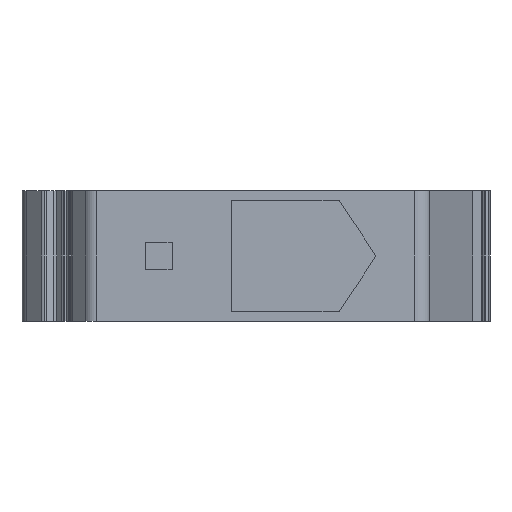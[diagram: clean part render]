
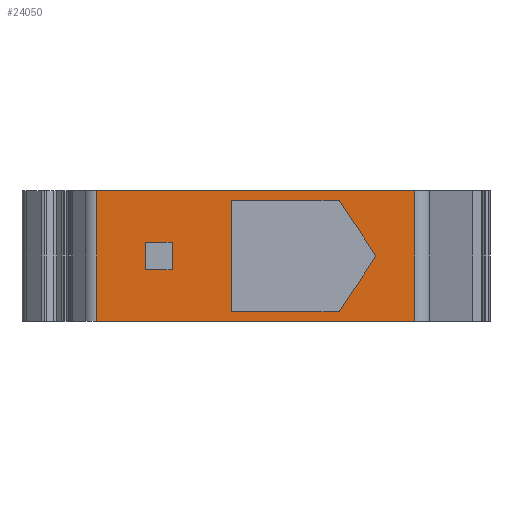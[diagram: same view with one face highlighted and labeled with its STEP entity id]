
A CAD part, left-side view. The second image highlights one B-rep face of the part: STEP entity #24050.
In plain terms, the highlighted planar face has unit normal (-1, 0, 0).
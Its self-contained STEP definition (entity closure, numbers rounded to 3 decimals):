
#6500=CARTESIAN_POINT('',(-41.4,94.843,0.))
;
#6510=VERTEX_POINT('',#6500);
#6540=CARTESIAN_POINT('',(-41.4,0.,0.));
#6550=DIRECTION('',(0.,-1.,0.));
#6560=VECTOR('',#6550,1.);
#6570=LINE('',#6540,#6560);
#6580=CARTESIAN_POINT('',(-41.4,155.873,0.))
;
#6590=VERTEX_POINT('',#6580);
#6600=EDGE_CURVE('',#6590,#6510,#6570,.T.);
#22550=CARTESIAN_POINT('',(-41.4,155.873,-25.));
#22560=DIRECTION('',(0.,0.,1.));
#22570=VECTOR('',#22560,1.);
#22580=LINE('',#22550,#22570);
#22590=CARTESIAN_POINT('',(-41.4,155.873,-25.));
#22600=VERTEX_POINT('',#22590);
#22610=EDGE_CURVE('',#22600,#6590,#22580,.T.);
#22800=CARTESIAN_POINT('',(-41.4,94.843,-25.));
#22810=DIRECTION('',(-1.,0.,0.));
#22820=DIRECTION('',(0.,-1.,0.));
#22830=AXIS2_PLACEMENT_3D('',#22800,#22810,#22820);
#22840=PLANE('',#22830);
#22850=ORIENTED_EDGE('',*,*,#22610,.F.);
#22860=ORIENTED_EDGE('',*,*,#6600,.F.);
#22870=CARTESIAN_POINT('',(-41.4,94.843,-25.));
#22880=DIRECTION('',(0.,0.,-1.));
#22890=VECTOR('',#22880,1.);
#22900=LINE('',#22870,#22890);
#22910=CARTESIAN_POINT('',(-41.4,94.843,-25.));
#22920=VERTEX_POINT('',#22910);
#22930=EDGE_CURVE('',#6510,#22920,#22900,.T.);
#22940=ORIENTED_EDGE('',*,*,#22930,.F.);
#22950=CARTESIAN_POINT('',(-41.4,0.,-25.));
#22960=DIRECTION('',(0.,-1.,0.));
#22970=VECTOR('',#22960,1.);
#22980=LINE('',#22950,#22970);
#22990=EDGE_CURVE('',#22600,#22920,#22980,.T.);
#23000=ORIENTED_EDGE('',*,*,#22990,.T.);
#23010=EDGE_LOOP('',(#23000,#22940,#22860,#22850));
#23020=FACE_OUTER_BOUND('',#23010,.T.);
#23030=CARTESIAN_POINT('',(-41.4,0.,-15.1));
#23040=DIRECTION('',(0.,-1.,0.));
#23050=VECTOR('',#23040,1.);
#23060=LINE('',#23030,#23050);
#23070=CARTESIAN_POINT('',(-41.4,109.3,-15.1));
#23080=VERTEX_POINT('',#23070);
#23090=CARTESIAN_POINT('',(-41.4,104.2,-15.1));
#23100=VERTEX_POINT('',#23090);
#23110=EDGE_CURVE('',#23080,#23100,#23060,.T.);
#23120=ORIENTED_EDGE('',*,*,#23110,.F.);
#23130=CARTESIAN_POINT('',(-41.4,104.2,0.));
#23140=DIRECTION('',(0.,0.,1.));
#23150=VECTOR('',#23140,1.);
#23160=LINE('',#23130,#23150);
#23170=CARTESIAN_POINT('',(-41.4,104.2,-9.9));
#23180=VERTEX_POINT('',#23170);
#23190=EDGE_CURVE('',#23100,#23180,#23160,.T.);
#23200=ORIENTED_EDGE('',*,*,#23190,.F.);
#23210=CARTESIAN_POINT('',(-41.4,0.,-9.9));
#23220=DIRECTION('',(0.,1.,0.));
#23230=VECTOR('',#23220,1.);
#23240=LINE('',#23210,#23230);
#23250=CARTESIAN_POINT('',(-41.4,109.3,-9.9));
#23260=VERTEX_POINT('',#23250);
#23270=EDGE_CURVE('',#23180,#23260,#23240,.T.);
#23280=ORIENTED_EDGE('',*,*,#23270,.F.);
#23290=CARTESIAN_POINT('',(-41.4,109.3,0.));
#23300=DIRECTION('',(0.,0.,-1.));
#23310=VECTOR('',#23300,1.);
#23320=LINE('',#23290,#23310);
#23330=EDGE_CURVE('',#23260,#23080,#23320,.T.);
#23340=ORIENTED_EDGE('',*,*,#23330,.F.);
#23350=EDGE_LOOP('',(#23340,#23280,#23200,#23120));
#23360=FACE_BOUND('',#23350,.T.);
#23370=CARTESIAN_POINT('',(-41.4,140.114,0.));
#23380=DIRECTION('',(0.,0.555,
-0.832));
#23390=VECTOR('',#23380,1.);
#23400=LINE('',#23370,#23390);
#23410=CARTESIAN_POINT('',(-41.4,141.343,-1.843));
#23420=VERTEX_POINT('',#23410);
#23430=CARTESIAN_POINT('',(-41.4,148.093,-11.968));
#23440=VERTEX_POINT('',#23430);
#23450=EDGE_CURVE('',#23420,#23440,#23400,.T.);
#23460=ORIENTED_EDGE('',*,*,#23450,.F.);
#23470=CARTESIAN_POINT('',(-41.4,148.248,-12.468));
#23480=CARTESIAN_POINT('',(-41.4,148.248,-12.292));
#23490=CARTESIAN_POINT('',(-41.4,148.194,-12.12));
#23500=CARTESIAN_POINT('',(-41.4,148.093,-11.968));
#23510=B_SPLINE_CURVE_WITH_KNOTS('',3,(#23470,#23480,#23490,#23500),
.UNSPECIFIED.,.F.,.F.,(4,4),(0.,1.),.UNSPECIFIED.);
#23520=CARTESIAN_POINT('',(-41.4,148.248,-12.468));
#23530=VERTEX_POINT('',#23520);
#23540=EDGE_CURVE('',#23530,#23440,#23510,.T.);
#23550=ORIENTED_EDGE('',*,*,#23540,.T.);
#23560=CARTESIAN_POINT('',(-41.4,148.248,0.));
#23570=DIRECTION('',(0.,0.,-1.));
#23580=VECTOR('',#23570,1.);
#23590=LINE('',#23560,#23580);
#23600=CARTESIAN_POINT('',(-41.4,148.248,-12.532));
#23610=VERTEX_POINT('',#23600);
#23620=EDGE_CURVE('',#23530,#23610,#23590,.T.);
#23630=ORIENTED_EDGE('',*,*,#23620,.F.);
#23640=CARTESIAN_POINT('',(-41.4,148.093,-13.032));
#23650=CARTESIAN_POINT('',(-41.4,148.194,-12.88));
#23660=CARTESIAN_POINT('',(-41.4,148.248,-12.708));
#23670=CARTESIAN_POINT('',(-41.4,148.248,-12.532));
#23680=B_SPLINE_CURVE_WITH_KNOTS('',3,(#23640,#23650,#23660,#23670),
.UNSPECIFIED.,.F.,.F.,(4,4),(0.,1.),.UNSPECIFIED.);
#23690=CARTESIAN_POINT('',(-41.4,148.093,-13.032));
#23700=VERTEX_POINT('',#23690);
#23710=EDGE_CURVE('',#23700,#23610,#23680,.T.);
#23720=ORIENTED_EDGE('',*,*,#23710,.T.);
#23730=CARTESIAN_POINT('',(-41.4,156.781,0.));
#23740=DIRECTION('',(0.,-0.555,
-0.832));
#23750=VECTOR('',#23740,1.);
#23760=LINE('',#23730,#23750);
#23770=CARTESIAN_POINT('',(-41.4,141.343,-23.157));
#23780=VERTEX_POINT('',#23770);
#23790=EDGE_CURVE('',#23700,#23780,#23760,.T.);
#23800=ORIENTED_EDGE('',*,*,#23790,.F.);
#23810=CARTESIAN_POINT('',(-41.4,0.,-23.157));
#23820=DIRECTION('',(0.,-1.,0.));
#23830=VECTOR('',#23820,1.);
#23840=LINE('',#23810,#23830);
#23850=CARTESIAN_POINT('',(-41.4,120.7,-23.157));
#23860=VERTEX_POINT('',#23850);
#23870=EDGE_CURVE('',#23780,#23860,#23840,.T.);
#23880=ORIENTED_EDGE('',*,*,#23870,.F.);
#23890=CARTESIAN_POINT('',(-41.4,120.7,0.));
#23900=DIRECTION('',(0.,0.,1.));
#23910=VECTOR('',#23900,1.);
#23920=LINE('',#23890,#23910);
#23930=CARTESIAN_POINT('',(-41.4,120.7,-1.843));
#23940=VERTEX_POINT('',#23930);
#23950=EDGE_CURVE('',#23860,#23940,#23920,.T.);
#23960=ORIENTED_EDGE('',*,*,#23950,.F.);
#23970=CARTESIAN_POINT('',(-41.4,0.,-1.843));
#23980=DIRECTION('',(0.,1.,0.));
#23990=VECTOR('',#23980,1.);
#24000=LINE('',#23970,#23990);
#24010=EDGE_CURVE('',#23940,#23420,#24000,.T.);
#24020=ORIENTED_EDGE('',*,*,#24010,.F.);
#24030=EDGE_LOOP('',(#24020,#23960,#23880,#23800,#23720,#23630,#23550,
#23460));
#24040=FACE_BOUND('',#24030,.T.);
#24050=ADVANCED_FACE('',(#23020,#23360,#24040),#22840,.T.);
